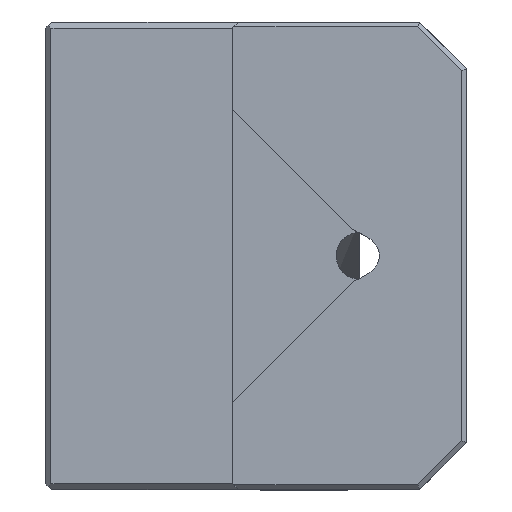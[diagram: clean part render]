
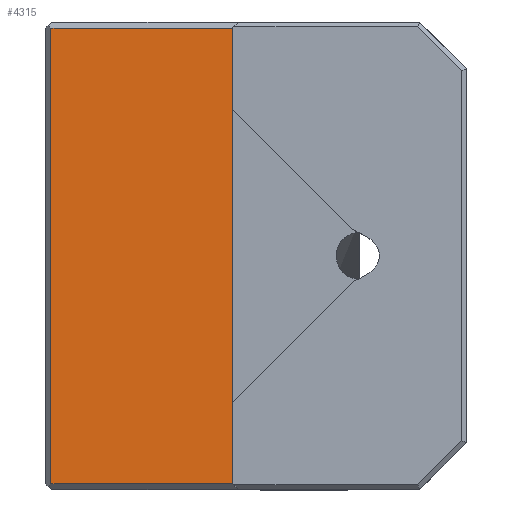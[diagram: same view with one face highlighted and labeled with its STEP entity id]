
A CAD part, top view. The second image highlights one B-rep face of the part: STEP entity #4315.
In plain terms, the highlighted planar face has unit normal (0, 0, 1).
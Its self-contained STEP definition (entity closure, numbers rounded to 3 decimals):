
#260 = PLANE('',#261);
#261 = AXIS2_PLACEMENT_3D('',#262,#263,#264);
#262 = CARTESIAN_POINT('',(17.185,20.879,
    21.747));
#263 = DIRECTION('',(0.,-0.707,0.707)
  );
#264 = DIRECTION('',(1.,0.,0.));
#1536 = PLANE('',#1537);
#1537 = AXIS2_PLACEMENT_3D('',#1538,#1539,#1540);
#1538 = CARTESIAN_POINT('',(17.185,60.379,
    21.747));
#1539 = DIRECTION('',(0.,0.707,0.707)
  );
#1540 = DIRECTION('',(1.,0.,0.));
#2019 = PLANE('',#2020);
#2020 = AXIS2_PLACEMENT_3D('',#2021,#2022,#2023);
#2021 = CARTESIAN_POINT('',(3.,60.629,
    27.454));
#2022 = DIRECTION('',(-1.,0.,0.));
#2023 = DIRECTION('',(0.,0.,-1.));
#2226 = VERTEX_POINT('',#2227);
#2227 = CARTESIAN_POINT('',(3.,60.129,
    21.997));
#2507 = EDGE_CURVE('',#2508,#2226,#2510,.T.);
#2508 = VERTEX_POINT('',#2509);
#2509 = CARTESIAN_POINT('',(3.,21.129,
    21.997));
#2510 = SURFACE_CURVE('',#2511,(#2515,#2522),.PCURVE_S1.);
#2511 = LINE('',#2512,#2513);
#2512 = CARTESIAN_POINT('',(3.,60.379,
    21.997));
#2513 = VECTOR('',#2514,1.);
#2514 = DIRECTION('',(0.,1.,0.));
#2515 = PCURVE('',#2019,#2516);
#2516 = DEFINITIONAL_REPRESENTATION('',(#2517),#2521);
#2517 = LINE('',#2518,#2519);
#2518 = CARTESIAN_POINT('',(5.457,0.25));
#2519 = VECTOR('',#2520,1.);
#2520 = DIRECTION('',(0.,-1.));
#2521 = ( GEOMETRIC_REPRESENTATION_CONTEXT(2) 
PARAMETRIC_REPRESENTATION_CONTEXT() REPRESENTATION_CONTEXT('2D SPACE',''
  ) );
#2522 = PCURVE('',#2523,#2528);
#2523 = PLANE('',#2524);
#2524 = AXIS2_PLACEMENT_3D('',#2525,#2526,#2527);
#2525 = CARTESIAN_POINT('',(11.247,60.129,
    21.997));
#2526 = DIRECTION('',(0.,0.,-1.));
#2527 = DIRECTION('',(0.,-1.,0.));
#2528 = DEFINITIONAL_REPRESENTATION('',(#2529),#2533);
#2529 = LINE('',#2530,#2531);
#2530 = CARTESIAN_POINT('',(-0.25,8.247));
#2531 = VECTOR('',#2532,1.);
#2532 = DIRECTION('',(-1.,0.));
#2533 = ( GEOMETRIC_REPRESENTATION_CONTEXT(2) 
PARAMETRIC_REPRESENTATION_CONTEXT() REPRESENTATION_CONTEXT('2D SPACE',''
  ) );
#3999 = EDGE_CURVE('',#2508,#4000,#4002,.T.);
#4000 = VERTEX_POINT('',#4001);
#4001 = CARTESIAN_POINT('',(-12.545,21.129,
    21.997));
#4002 = SURFACE_CURVE('',#4003,(#4007,#4014),.PCURVE_S1.);
#4003 = LINE('',#4004,#4005);
#4004 = CARTESIAN_POINT('',(17.185,21.129,
    21.997));
#4005 = VECTOR('',#4006,1.);
#4006 = DIRECTION('',(-1.,0.,0.));
#4007 = PCURVE('',#260,#4008);
#4008 = DEFINITIONAL_REPRESENTATION('',(#4009),#4013);
#4009 = LINE('',#4010,#4011);
#4010 = CARTESIAN_POINT('',(0.,0.354));
#4011 = VECTOR('',#4012,1.);
#4012 = DIRECTION('',(-1.,0.));
#4013 = ( GEOMETRIC_REPRESENTATION_CONTEXT(2) 
PARAMETRIC_REPRESENTATION_CONTEXT() REPRESENTATION_CONTEXT('2D SPACE',''
  ) );
#4014 = PCURVE('',#2523,#4015);
#4015 = DEFINITIONAL_REPRESENTATION('',(#4016),#4020);
#4016 = LINE('',#4017,#4018);
#4017 = CARTESIAN_POINT('',(39.,-5.938));
#4018 = VECTOR('',#4019,1.);
#4019 = DIRECTION('',(0.,1.));
#4020 = ( GEOMETRIC_REPRESENTATION_CONTEXT(2) 
PARAMETRIC_REPRESENTATION_CONTEXT() REPRESENTATION_CONTEXT('2D SPACE',''
  ) );
#4038 = PLANE('',#4039);
#4039 = AXIS2_PLACEMENT_3D('',#4040,#4041,#4042);
#4040 = CARTESIAN_POINT('',(-12.502,50.379,
    22.04));
#4041 = DIRECTION('',(0.707,0.,-0.707
    ));
#4042 = DIRECTION('',(-0.707,0.,-0.707));
#4101 = VERTEX_POINT('',#4102);
#4102 = CARTESIAN_POINT('',(-12.545,60.129,
    21.997));
#4123 = EDGE_CURVE('',#4101,#2226,#4124,.T.);
#4124 = SURFACE_CURVE('',#4125,(#4129,#4136),.PCURVE_S1.);
#4125 = LINE('',#4126,#4127);
#4126 = CARTESIAN_POINT('',(17.185,60.129,
    21.997));
#4127 = VECTOR('',#4128,1.);
#4128 = DIRECTION('',(1.,0.,0.));
#4129 = PCURVE('',#1536,#4130);
#4130 = DEFINITIONAL_REPRESENTATION('',(#4131),#4135);
#4131 = LINE('',#4132,#4133);
#4132 = CARTESIAN_POINT('',(0.,-0.354));
#4133 = VECTOR('',#4134,1.);
#4134 = DIRECTION('',(1.,0.));
#4135 = ( GEOMETRIC_REPRESENTATION_CONTEXT(2) 
PARAMETRIC_REPRESENTATION_CONTEXT() REPRESENTATION_CONTEXT('2D SPACE',''
  ) );
#4136 = PCURVE('',#2523,#4137);
#4137 = DEFINITIONAL_REPRESENTATION('',(#4138),#4142);
#4138 = LINE('',#4139,#4140);
#4139 = CARTESIAN_POINT('',(0.,-5.938));
#4140 = VECTOR('',#4141,1.);
#4141 = DIRECTION('',(0.,-1.));
#4142 = ( GEOMETRIC_REPRESENTATION_CONTEXT(2) 
PARAMETRIC_REPRESENTATION_CONTEXT() REPRESENTATION_CONTEXT('2D SPACE',''
  ) );
#4249 = EDGE_CURVE('',#4101,#4000,#4250,.T.);
#4250 = SURFACE_CURVE('',#4251,(#4255,#4262),.PCURVE_S1.);
#4251 = LINE('',#4252,#4253);
#4252 = CARTESIAN_POINT('',(-12.545,55.254,
    21.997));
#4253 = VECTOR('',#4254,1.);
#4254 = DIRECTION('',(0.,-1.,0.));
#4255 = PCURVE('',#4038,#4256);
#4256 = DEFINITIONAL_REPRESENTATION('',(#4257),#4261);
#4257 = LINE('',#4258,#4259);
#4258 = CARTESIAN_POINT('',(0.061,4.875));
#4259 = VECTOR('',#4260,1.);
#4260 = DIRECTION('',(0.,-1.));
#4261 = ( GEOMETRIC_REPRESENTATION_CONTEXT(2) 
PARAMETRIC_REPRESENTATION_CONTEXT() REPRESENTATION_CONTEXT('2D SPACE',''
  ) );
#4262 = PCURVE('',#2523,#4263);
#4263 = DEFINITIONAL_REPRESENTATION('',(#4264),#4268);
#4264 = LINE('',#4265,#4266);
#4265 = CARTESIAN_POINT('',(4.875,23.792));
#4266 = VECTOR('',#4267,1.);
#4267 = DIRECTION('',(1.,0.));
#4268 = ( GEOMETRIC_REPRESENTATION_CONTEXT(2) 
PARAMETRIC_REPRESENTATION_CONTEXT() REPRESENTATION_CONTEXT('2D SPACE',''
  ) );
#4315 = ADVANCED_FACE('',(#4316),#2523,.F.);
#4316 = FACE_BOUND('',#4317,.T.);
#4317 = EDGE_LOOP('',(#4318,#4319,#4320,#4321));
#4318 = ORIENTED_EDGE('',*,*,#3999,.F.);
#4319 = ORIENTED_EDGE('',*,*,#2507,.T.);
#4320 = ORIENTED_EDGE('',*,*,#4123,.F.);
#4321 = ORIENTED_EDGE('',*,*,#4249,.T.);
